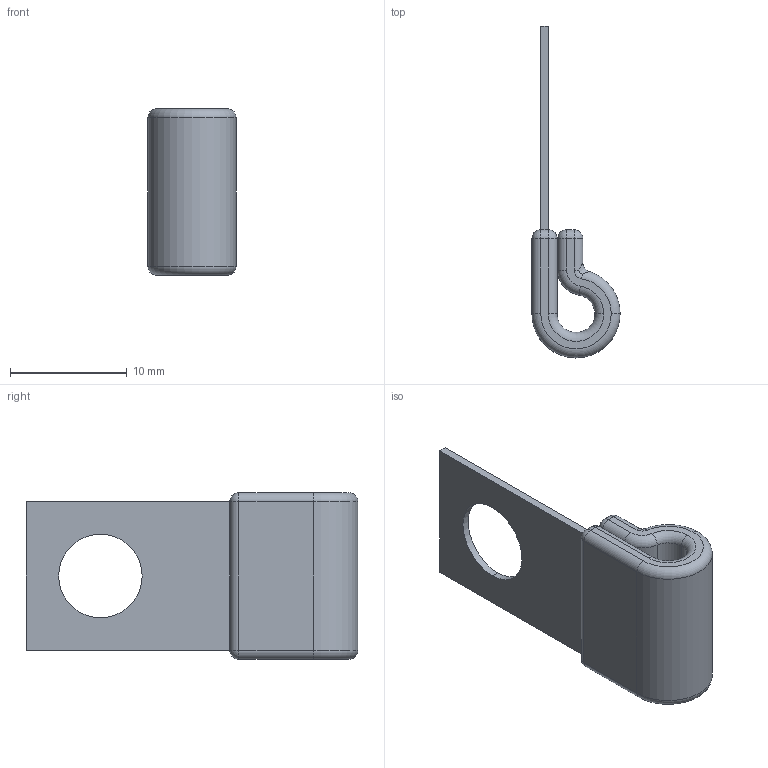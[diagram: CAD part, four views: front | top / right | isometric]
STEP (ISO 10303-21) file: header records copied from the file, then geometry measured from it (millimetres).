
FILE_DESCRIPTION (( 'STEP AP214' ), '1' );
FILE_NAME ('CJV0309Z1.step', '2018-11-27T18:38:13', ( 'User' ), ( 'Microsoft' ), 'SwSTEP 2.0', 'SolidWorks 2018', '' );
FILE_SCHEMA (( 'AUTOMOTIVE_DESIGN' ));
Length unit declared in the file: inch
Products named in the file (1): CJV0309Z1
Bounding box: 7.54 x 28.36 x 14.22 mm (x, y, z)
Volume: 845.6 mm3; surface area: 1203.2 mm2
Topology: 1 solids, 1 shells, 58 faces, 132 edges, 68 vertices
Faces by surface type: cylinder 24, torus 12, plane 12, sphere 8, bspline 2
Entity records: 2327 total; most frequent: CARTESIAN_POINT 347, DIRECTION 300, ORIENTED_EDGE 248, AXIS2_PLACEMENT_3D 125, EDGE_CURVE 124, CIRCLE 68, VERTEX_POINT 68, EDGE_LOOP 60
